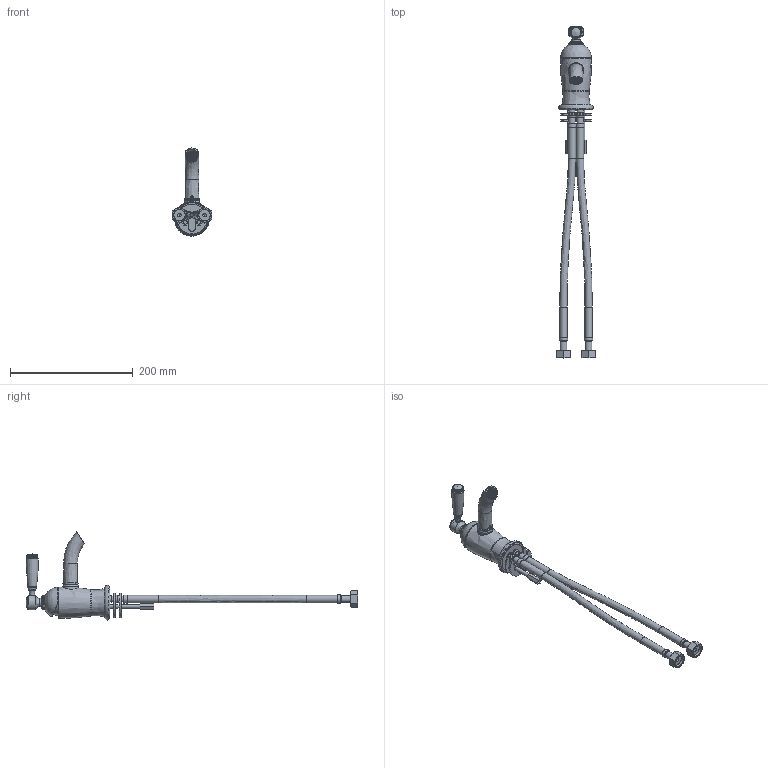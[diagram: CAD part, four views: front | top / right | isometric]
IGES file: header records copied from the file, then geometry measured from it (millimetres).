
Global section: file name: V2K10-C M W GBC; native system: Autodesk Inventor 2018; preprocessor: unknown; author: adaniels; date: 20180119.115911; units: millimetre
Bounding box: 64 x 540.5 x 143.54 mm (x, y, z)
Volume: 305899 mm3; surface area: 138799.3 mm2
Topology: 36 solids, 36 shells, 2253 faces, 5784 edges, 3713 vertices
Faces by surface type: bspline 2252, revolution 1
